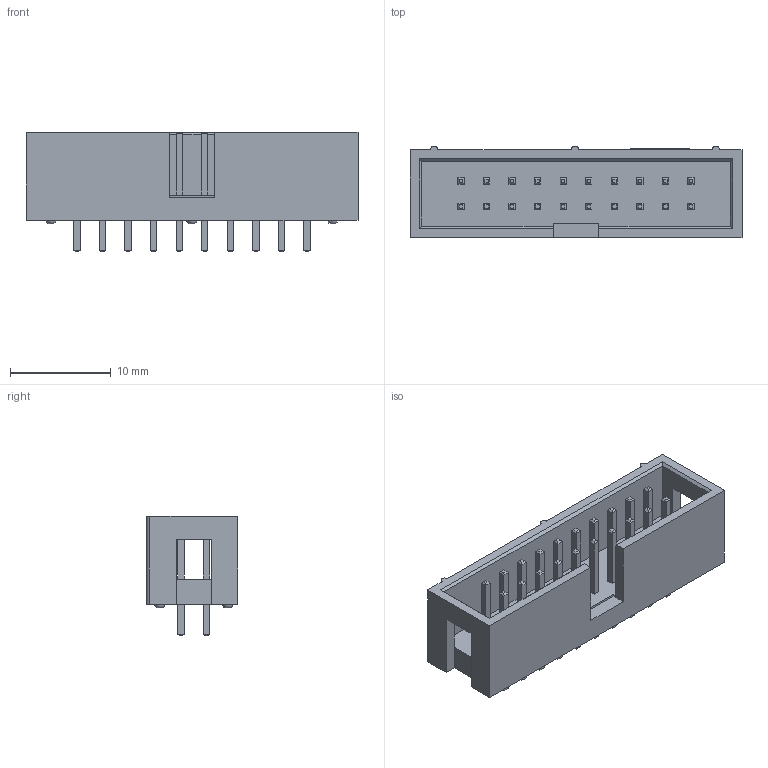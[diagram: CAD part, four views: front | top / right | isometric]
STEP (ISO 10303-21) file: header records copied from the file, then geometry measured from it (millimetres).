
FILE_DESCRIPTION(('STEP AP214'), '1');
FILE_NAME('IDC-20', '', ('UNSPECIFIED'), ('UNSPECIFIED'), 'ASCON STEP Converter 1.6', 'ASCON Math Kernel', '');
FILE_SCHEMA(('AUTOMOTIVE_DESIGN { 1 0 10303 214 3 1 1}'));
Length unit declared in the file: millimetre
Products named in the file (2): SW3dPS-BH-20
Assembly tree (1 placements, depth 2):
  (unnamed)
    SW3dPS-BH-20
Bounding box: 33.02 x 9.1 x 11.85 mm (x, y, z)
Volume: 1284.6 mm3; surface area: 2445.3 mm2
Topology: 27 solids, 27 shells, 545 faces, 1221 edges, 732 vertices
Faces by surface type: plane 507, bspline 29, torus 6, cylinder 3
Entity records: 20351 total; most frequent: CARTESIAN_POINT 3875, ORIENTED_EDGE 2430, DIRECTION 2211, EDGE_CURVE 1215, LINE 1139, VECTOR 1139, VERTEX_POINT 732, EDGE_LOOP 597
